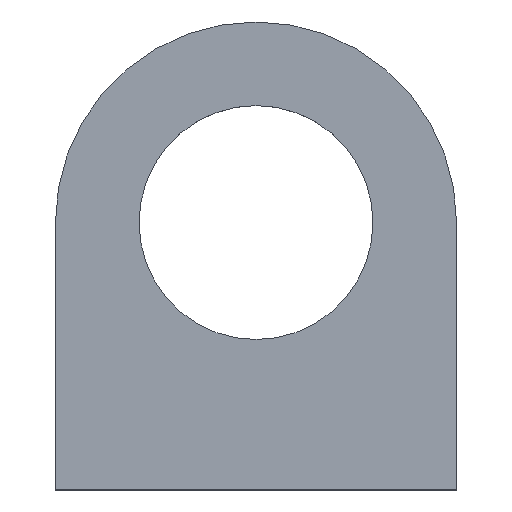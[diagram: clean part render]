
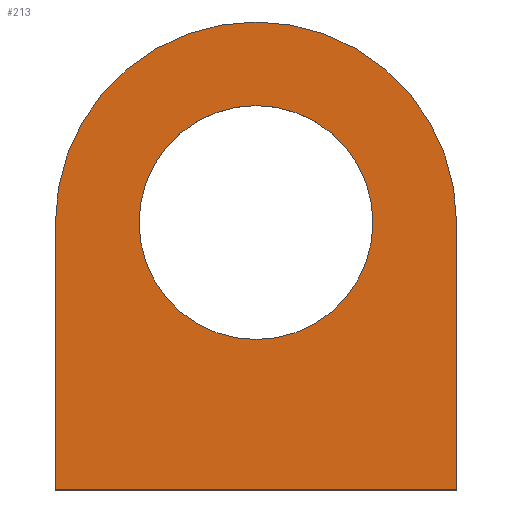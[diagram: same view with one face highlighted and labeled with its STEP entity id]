
A CAD part, top view. The second image highlights one B-rep face of the part: STEP entity #213.
In plain terms, the highlighted planar face has unit normal (0, 0, 1).
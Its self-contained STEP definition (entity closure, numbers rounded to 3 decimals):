
#2 = VERTEX_POINT ( 'NONE', #224 ) ;
#4 = DIRECTION ( 'NONE',  ( 1., 0., 0. ) ) ;
#8 = DIRECTION ( 'NONE',  ( 0., 1., 0. ) ) ;
#11 = DIRECTION ( 'NONE',  ( -1., 0., 0. ) ) ;
#12 = ORIENTED_EDGE ( 'NONE', *, *, #296, .T. ) ;
#20 = EDGE_CURVE ( 'NONE', #70, #52, #47, .T. ) ;
#25 = DIRECTION ( 'NONE',  ( 0., 0., 1. ) ) ;
#30 = CARTESIAN_POINT ( 'NONE',  ( 30., -40., 0. ) ) ;
#35 = LINE ( 'NONE', #182, #118 ) ;
#40 = CARTESIAN_POINT ( 'NONE',  ( -30., -40., 0. ) ) ;
#47 = CIRCLE ( 'NONE', #229, 30. ) ;
#49 = DIRECTION ( 'NONE',  ( 1., 0., 0. ) ) ;
#52 = VERTEX_POINT ( 'NONE', #178 ) ;
#54 = CARTESIAN_POINT ( 'NONE',  ( 30., 0., 0. ) ) ;
#57 = CARTESIAN_POINT ( 'NONE',  ( 0., 0., 0. ) ) ;
#58 = FACE_OUTER_BOUND ( 'NONE', #203, .T. ) ;
#69 = EDGE_CURVE ( 'NONE', #52, #303, #35, .T. ) ;
#70 = VERTEX_POINT ( 'NONE', #283 ) ;
#87 = CIRCLE ( 'NONE', #128, 17.5 ) ;
#95 = VECTOR ( 'NONE', #201, 1000. ) ;
#102 = EDGE_LOOP ( 'NONE', ( #124, #145 ) ) ;
#118 = VECTOR ( 'NONE', #185, 1000. ) ;
#124 = ORIENTED_EDGE ( 'NONE', *, *, #132, .F. ) ;
#128 = AXIS2_PLACEMENT_3D ( 'NONE', #219, #25, #4 ) ;
#132 = EDGE_CURVE ( 'NONE', #171, #2, #87, .T. ) ;
#145 = ORIENTED_EDGE ( 'NONE', *, *, #184, .F. ) ;
#147 = VECTOR ( 'NONE', #8, 1000. ) ;
#152 = ORIENTED_EDGE ( 'NONE', *, *, #20, .T. ) ;
#155 = DIRECTION ( 'NONE',  ( 0., 0., 1. ) ) ;
#160 = DIRECTION ( 'NONE',  ( 0., 0., -1. ) ) ;
#171 = VERTEX_POINT ( 'NONE', #306 ) ;
#173 = DIRECTION ( 'NONE',  ( 0., 0., 1. ) ) ;
#175 = DIRECTION ( 'NONE',  ( -1., 0., 0. ) ) ;
#178 = CARTESIAN_POINT ( 'NONE',  ( -30., 0., 0. ) ) ;
#182 = CARTESIAN_POINT ( 'NONE',  ( -30., 0., 0. ) ) ;
#184 = EDGE_CURVE ( 'NONE', #2, #171, #191, .T. ) ;
#185 = DIRECTION ( 'NONE',  ( 0., -1., 0. ) ) ;
#191 = CIRCLE ( 'NONE', #243, 17.5 ) ;
#193 = ORIENTED_EDGE ( 'NONE', *, *, #69, .T. ) ;
#200 = ORIENTED_EDGE ( 'NONE', *, *, #235, .T. ) ;
#201 = DIRECTION ( 'NONE',  ( 1., 0., 0. ) ) ;
#203 = EDGE_LOOP ( 'NONE', ( #193, #200, #12, #152 ) ) ;
#213 = ADVANCED_FACE ( 'NONE', ( #247, #58 ), #302, .F. ) ;
#219 = CARTESIAN_POINT ( 'NONE',  ( 0., 0., 0. ) ) ;
#223 = LINE ( 'NONE', #54, #147 ) ;
#224 = CARTESIAN_POINT ( 'NONE',  ( -17.5, 0., 0. ) ) ;
#226 = CARTESIAN_POINT ( 'NONE',  ( 0., 0., 0. ) ) ;
#229 = AXIS2_PLACEMENT_3D ( 'NONE', #57, #173, #175 ) ;
#235 = EDGE_CURVE ( 'NONE', #303, #293, #245, .T. ) ;
#243 = AXIS2_PLACEMENT_3D ( 'NONE', #250, #155, #49 ) ;
#245 = LINE ( 'NONE', #304, #95 ) ;
#247 = FACE_BOUND ( 'NONE', #102, .T. ) ;
#250 = CARTESIAN_POINT ( 'NONE',  ( 0., 0., 0. ) ) ;
#259 = AXIS2_PLACEMENT_3D ( 'NONE', #226, #160, #11 ) ;
#283 = CARTESIAN_POINT ( 'NONE',  ( 30., 0., 0. ) ) ;
#293 = VERTEX_POINT ( 'NONE', #30 ) ;
#296 = EDGE_CURVE ( 'NONE', #293, #70, #223, .T. ) ;
#302 = PLANE ( 'NONE',  #259 ) ;
#303 = VERTEX_POINT ( 'NONE', #40 ) ;
#304 = CARTESIAN_POINT ( 'NONE',  ( 30., -40., 0. ) ) ;
#306 = CARTESIAN_POINT ( 'NONE',  ( 17.5, 0., 0. ) ) ;
